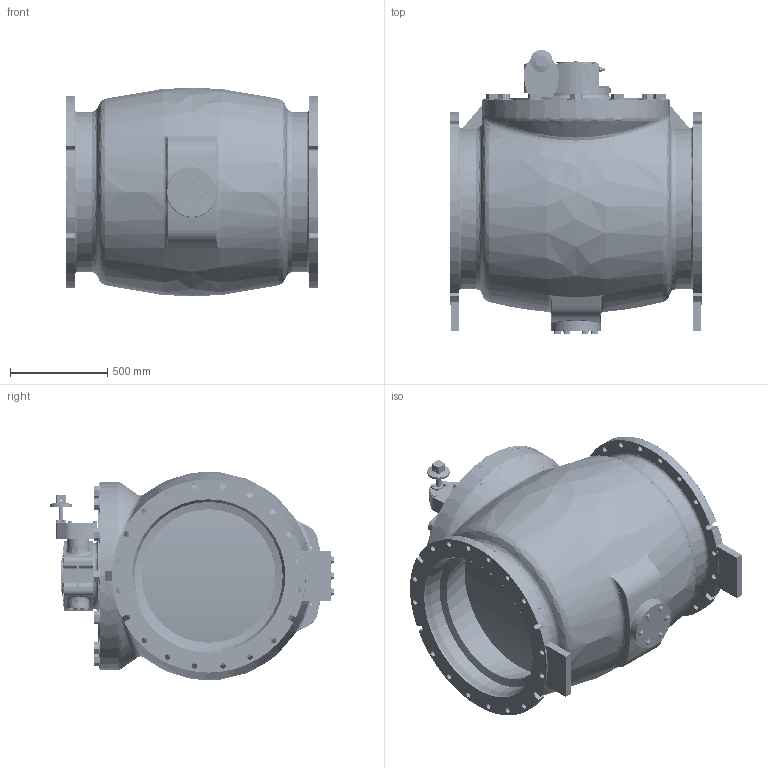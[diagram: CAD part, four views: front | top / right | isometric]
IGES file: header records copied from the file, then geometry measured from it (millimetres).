
Start section: SolidWorks IGES file using analytic representation for surfaces
Global section: file name: Plug MJxMJ-30in-Nut.igs; native system: SolidWorks 2014; preprocessor: SolidWorks 2014; author: PRINCE; date: 170423.200340; units: inch
Bounding box: 1295.4 x 1461.97 x 1067.09 mm (x, y, z)
Surface area: 16876711.3 mm2 (no closed solid volume)
Topology: 0 solids, 0 shells, 1997 faces, 42161 edges, 42135 vertices
Faces by surface type: bspline 1051, revolution 946
